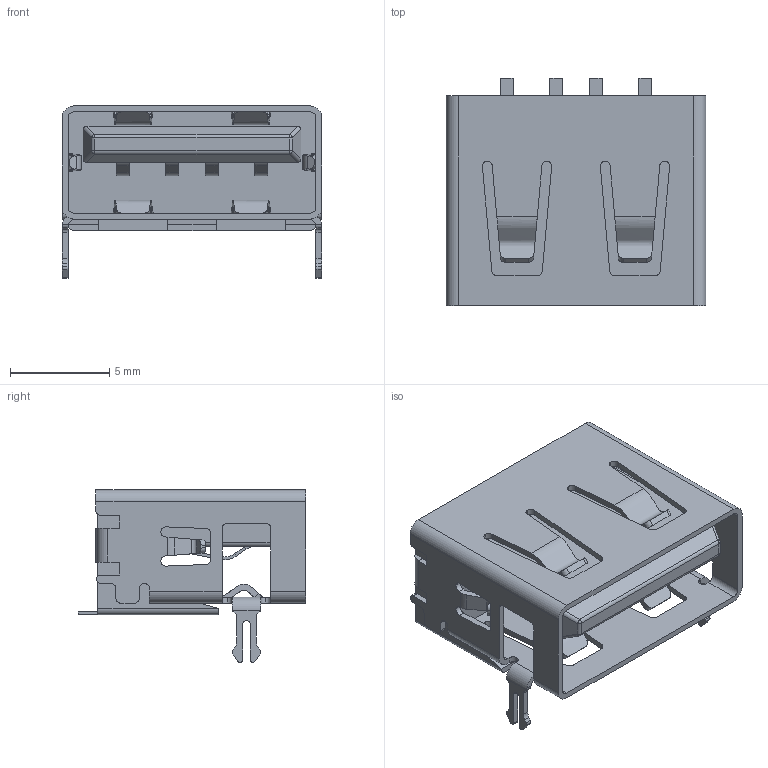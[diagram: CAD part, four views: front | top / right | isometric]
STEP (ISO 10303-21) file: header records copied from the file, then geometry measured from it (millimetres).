
FILE_DESCRIPTION(/* description */ (''),/* implementation_level */ '2;1');
FILE_NAME(/* name */ '3D_PCB1_2023-08-06.step',/* time_stamp */ '2023-08-06T05:17:42+08:00',/* author */ (''),/* organization */ (''),/* preprocessor_version */ 'ST-DEVELOPER v19.2',/* originating_system */ 'Autodesk Translation Framework v12.6.0.85',/* authorisation */ '');
FILE_SCHEMA (('AUTOMOTIVE_DESIGN { 1 0 10303 214 3 1 1 }'));
Length unit declared in the file: millimetre
Products named in the file (4): (Unsaved); USB1; USB-A-TH_C42425; COMPOUND (1)
Assembly tree (3 placements, depth 4):
  (Unsaved)
    USB1
      USB-A-TH_C42425
        COMPOUND (1)
Bounding box: 13.1 x 11.5 x 8.7 mm (x, y, z)
Volume: 424.1 mm3; surface area: 1262.8 mm2
Topology: 2 solids, 2 shells, 808 faces, 2182 edges, 1400 vertices
Faces by surface type: plane 502, cylinder 182, bspline 120, sphere 4
Entity records: 27828 total; most frequent: CARTESIAN_POINT 6889, ORIENTED_EDGE 4356, DIRECTION 3856, EDGE_CURVE 2178, LINE 1562, VECTOR 1562, VERTEX_POINT 1400, AXIS2_PLACEMENT_3D 1147
